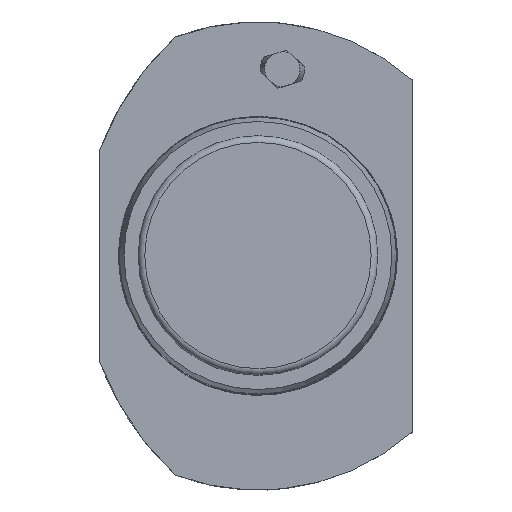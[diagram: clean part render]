
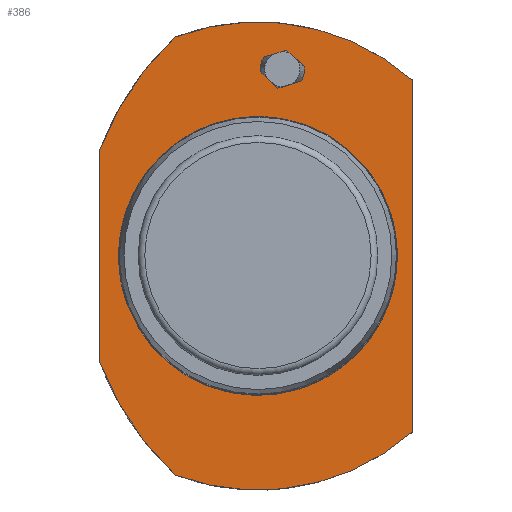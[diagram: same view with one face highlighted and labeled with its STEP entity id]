
A CAD part, top view. The second image highlights one B-rep face of the part: STEP entity #386.
In plain terms, the highlighted planar face has unit normal (0, 0, 1).
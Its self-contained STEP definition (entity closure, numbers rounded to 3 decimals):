
#96=LINE('',#2490,#174);
#101=LINE('',#2530,#179);
#103=LINE('',#2540,#181);
#104=LINE('',#2542,#182);
#105=LINE('',#2546,#183);
#106=LINE('',#2548,#184);
#174=VECTOR('',#1921,1.);
#179=VECTOR('',#1938,1.);
#181=VECTOR('',#1950,1.);
#182=VECTOR('',#1951,1.);
#183=VECTOR('',#1954,1.);
#184=VECTOR('',#1955,1.);
#316=FACE_BOUND('',#597,.T.);
#317=FACE_BOUND('',#598,.T.);
#318=FACE_BOUND('',#599,.T.);
#386=ADVANCED_FACE('',(#316,#317,#318),#462,.T.);
#462=PLANE('',#1664);
#597=EDGE_LOOP('',(#826,#827,#828,#829,#830,#831));
#598=EDGE_LOOP('',(#832,#833,#834,#835,#836,#837));
#599=EDGE_LOOP('',(#838));
#826=ORIENTED_EDGE('',*,*,#1356,.F.);
#827=ORIENTED_EDGE('',*,*,#1357,.F.);
#828=ORIENTED_EDGE('',*,*,#1358,.F.);
#829=ORIENTED_EDGE('',*,*,#1359,.F.);
#830=ORIENTED_EDGE('',*,*,#1360,.F.);
#831=ORIENTED_EDGE('',*,*,#1361,.F.);
#832=ORIENTED_EDGE('',*,*,#1354,.F.);
#833=ORIENTED_EDGE('',*,*,#1352,.T.);
#834=ORIENTED_EDGE('',*,*,#1347,.F.);
#835=ORIENTED_EDGE('',*,*,#1346,.T.);
#836=ORIENTED_EDGE('',*,*,#1341,.T.);
#837=ORIENTED_EDGE('',*,*,#1340,.T.);
#838=ORIENTED_EDGE('',*,*,#1336,.T.);
#1167=VERTEX_POINT('',#2477);
#1168=VERTEX_POINT('',#2480);
#1170=VERTEX_POINT('',#2487);
#1171=VERTEX_POINT('',#2491);
#1173=VERTEX_POINT('',#2506);
#1174=VERTEX_POINT('',#2514);
#1176=VERTEX_POINT('',#2531);
#1177=VERTEX_POINT('',#2538);
#1178=VERTEX_POINT('',#2539);
#1179=VERTEX_POINT('',#2541);
#1180=VERTEX_POINT('',#2543);
#1181=VERTEX_POINT('',#2545);
#1182=VERTEX_POINT('',#2547);
#1336=EDGE_CURVE('',#1167,#1167,#1511,.T.);
#1340=EDGE_CURVE('',#1168,#1170,#1512,.T.);
#1341=EDGE_CURVE('',#1171,#1168,#96,.T.);
#1346=EDGE_CURVE('',#1173,#1171,#1513,.T.);
#1347=EDGE_CURVE('',#1173,#1174,#1514,.T.);
#1352=EDGE_CURVE('',#1176,#1174,#101,.T.);
#1354=EDGE_CURVE('',#1176,#1170,#1516,.T.);
#1356=EDGE_CURVE('',#1177,#1178,#1518,.T.);
#1357=EDGE_CURVE('',#1179,#1177,#103,.T.);
#1358=EDGE_CURVE('',#1180,#1179,#104,.T.);
#1359=EDGE_CURVE('',#1181,#1180,#1519,.T.);
#1360=EDGE_CURVE('',#1182,#1181,#105,.T.);
#1361=EDGE_CURVE('',#1178,#1182,#106,.T.);
#1511=CIRCLE('',#1648,24.929);
#1512=CIRCLE('',#1650,54.);
#1513=CIRCLE('',#1653,54.);
#1514=CIRCLE('',#1655,42.);
#1516=CIRCLE('',#1659,42.);
#1518=CIRCLE('',#1662,3.965);
#1519=CIRCLE('',#1663,3.965);
#1648=AXIS2_PLACEMENT_3D('',#2476,#1911,#1912);
#1650=AXIS2_PLACEMENT_3D('',#2488,#1917,#1918);
#1653=AXIS2_PLACEMENT_3D('',#2511,#1926,#1927);
#1655=AXIS2_PLACEMENT_3D('',#2513,#1930,#1931);
#1659=AXIS2_PLACEMENT_3D('',#2534,#1942,#1943);
#1662=AXIS2_PLACEMENT_3D('',#2537,#1948,#1949);
#1663=AXIS2_PLACEMENT_3D('',#2544,#1952,#1953);
#1664=AXIS2_PLACEMENT_3D('',#2549,#1956,#1957);
#1911=DIRECTION('',(0.,0.,-1.));
#1912=DIRECTION('',(0.,1.,0.));
#1917=DIRECTION('',(0.,0.,1.));
#1918=DIRECTION('',(0.,-1.,0.));
#1921=DIRECTION('',(0.,-1.,0.));
#1926=DIRECTION('',(0.,0.,1.));
#1927=DIRECTION('',(0.,-1.,0.));
#1930=DIRECTION('',(0.,0.,-1.));
#1931=DIRECTION('',(0.,1.,0.));
#1938=DIRECTION('',(0.,1.,0.));
#1942=DIRECTION('',(0.,0.,-1.));
#1943=DIRECTION('',(0.,1.,0.));
#1948=DIRECTION('',(0.,0.,1.));
#1949=DIRECTION('',(1.,0.,0.));
#1950=DIRECTION('',(0.957,0.292,0.));
#1951=DIRECTION('',(0.731,-0.683,0.));
#1952=DIRECTION('',(0.,0.,1.));
#1953=DIRECTION('',(1.,0.,0.));
#1954=DIRECTION('',(-0.957,-0.292,0.));
#1955=DIRECTION('',(-0.731,0.683,0.));
#1956=DIRECTION('',(0.,0.,1.));
#1957=DIRECTION('',(0.,1.,0.));
#2476=CARTESIAN_POINT('',(0.,0.,0.));
#2477=CARTESIAN_POINT('',(0.,24.929,0.));
#2480=CARTESIAN_POINT('',(-28.35,-19.125,0.));
#2487=CARTESIAN_POINT('',(-14.93,-39.257,0.));
#2488=CARTESIAN_POINT('',(22.15,0.,0.));
#2490=CARTESIAN_POINT('',(-28.35,42.,0.));
#2491=CARTESIAN_POINT('',(-28.35,19.125,0.));
#2506=CARTESIAN_POINT('',(-14.93,39.257,0.));
#2511=CARTESIAN_POINT('',(22.15,0.,0.));
#2513=CARTESIAN_POINT('',(0.,0.,0.));
#2514=CARTESIAN_POINT('',(27.65,31.615,0.));
#2530=CARTESIAN_POINT('',(27.65,42.,0.));
#2531=CARTESIAN_POINT('',(27.65,-31.615,0.));
#2534=CARTESIAN_POINT('',(0.,0.,0.));
#2537=CARTESIAN_POINT('',(4.37,33.5,0.));
#2538=CARTESIAN_POINT('',(7.699,31.346,0.));
#2539=CARTESIAN_POINT('',(8.307,33.97,0.));
#2540=CARTESIAN_POINT('',(3.625,30.104,0.));
#2541=CARTESIAN_POINT('',(3.58,30.09,0.));
#2542=CARTESIAN_POINT('',(-4.273,37.426,0.));
#2543=CARTESIAN_POINT('',(0.433,33.03,0.));
#2544=CARTESIAN_POINT('',(4.37,33.5,0.));
#2545=CARTESIAN_POINT('',(1.041,35.654,0.));
#2546=CARTESIAN_POINT('',(1.858,35.903,0.));
#2547=CARTESIAN_POINT('',(5.16,36.91,0.));
#2548=CARTESIAN_POINT('',(-0.135,41.856,0.));
#2549=CARTESIAN_POINT('',(0.,42.,0.));
